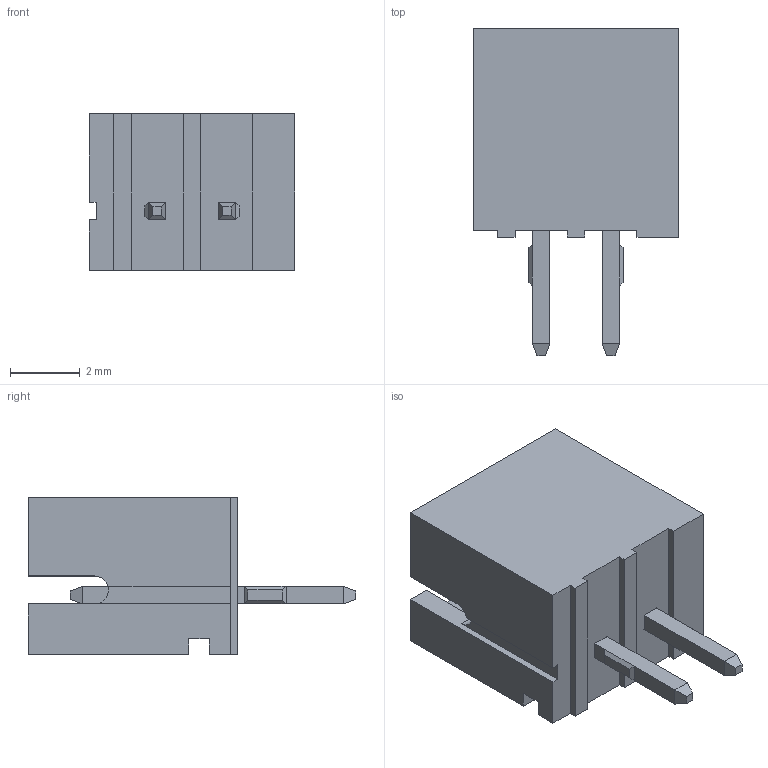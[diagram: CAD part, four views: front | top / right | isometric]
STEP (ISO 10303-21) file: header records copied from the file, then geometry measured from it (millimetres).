
FILE_DESCRIPTION (( 'STEP AP214' ), '1' );
FILE_NAME ('B2B-PH-K.STEP', '2022-04-14T19:03:17', ( '' ), ( '' ), 'SwSTEP 2.0', 'SolidWorks 2017', '' );
FILE_SCHEMA (( 'AUTOMOTIVE_DESIGN' ));
Length unit declared in the file: millimetre
Products named in the file (1): B2B-PH-K
Bounding box: 5.9 x 9.4 x 4.5 mm (x, y, z)
Volume: 83.2 mm3; surface area: 293.1 mm2
Topology: 3 solids, 3 shells, 95 faces, 252 edges, 160 vertices
Faces by surface type: plane 93, cylinder 2
Entity records: 2927 total; most frequent: CARTESIAN_POINT 508, ORIENTED_EDGE 504, DIRECTION 449, EDGE_CURVE 252, VECTOR 247, LINE 247, VERTEX_POINT 160, AXIS2_PLACEMENT_3D 101
